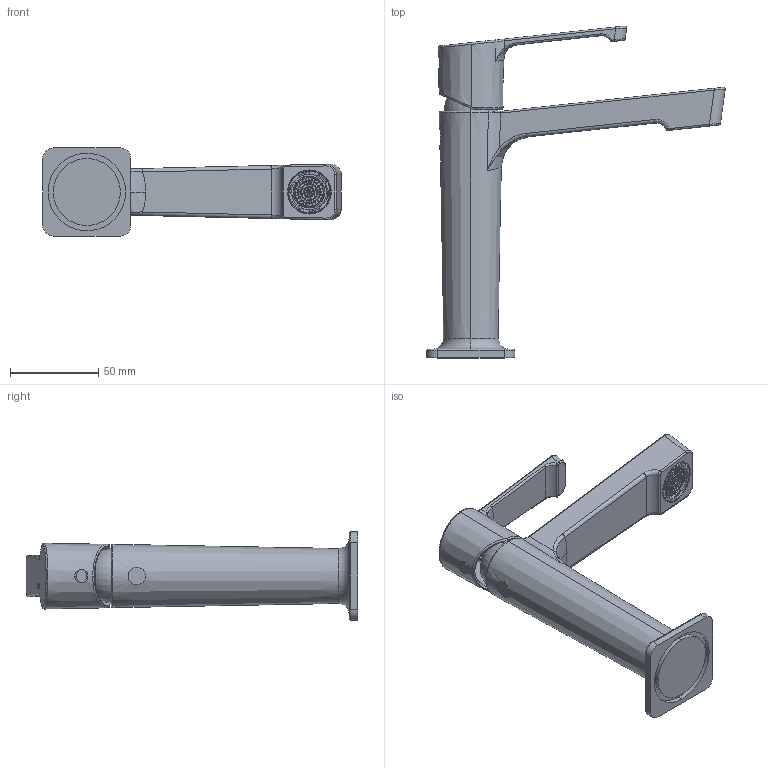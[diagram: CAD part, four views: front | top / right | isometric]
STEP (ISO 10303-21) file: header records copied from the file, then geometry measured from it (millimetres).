
FILE_DESCRIPTION (( 'STEP AP214' ), '1' );
FILE_NAME ('82510820.STEP', '2020-08-20T10:03:27', ( '' ), ( '' ), 'SwSTEP 2.0', 'SolidWorks 2016', '' );
FILE_SCHEMA (( 'AUTOMOTIVE_DESIGN' ));
Length unit declared in the file: millimetre
Products named in the file (1): 82510820
Bounding box: 169.29 x 188.31 x 50 mm (x, y, z)
Volume: 213597.9 mm3; surface area: 65606.7 mm2
Topology: 9 solids, 15 shells, 1298 faces, 3480 edges, 2235 vertices
Faces by surface type: plane 545, cylinder 419, torus 145, cone 94, bspline 93, sphere 2
Entity records: 63471 total; most frequent: CARTESIAN_POINT 18242, ORIENTED_EDGE 6940, DIRECTION 6151, EDGE_CURVE 3470, AXIS2_PLACEMENT_3D 2411, VERTEX_POINT 2233, EDGE_LOOP 1357, VECTOR 1329
